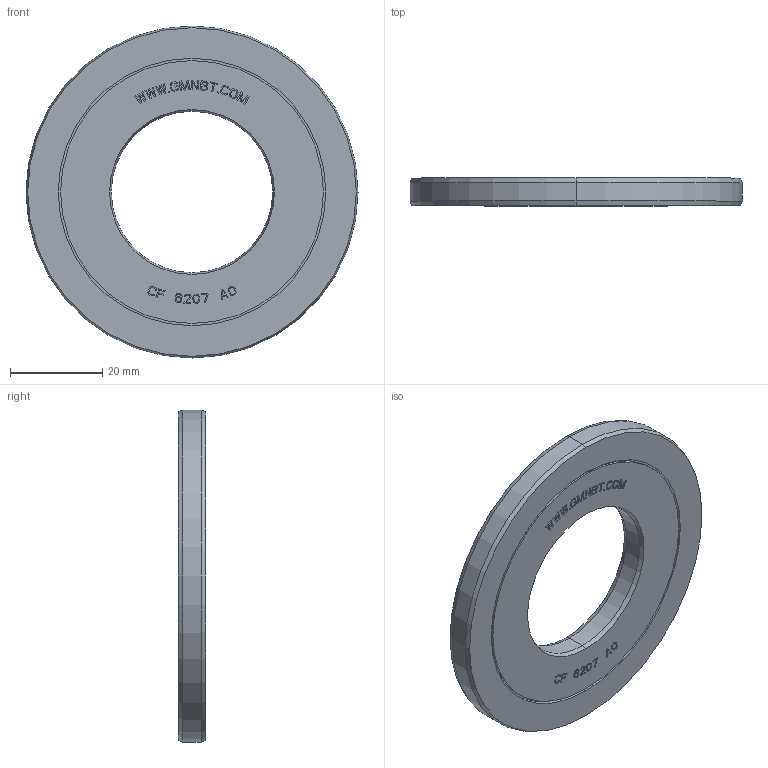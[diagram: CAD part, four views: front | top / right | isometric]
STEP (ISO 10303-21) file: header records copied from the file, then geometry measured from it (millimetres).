
FILE_DESCRIPTION((''),'2;1');
FILE_NAME('CF6207A0_PRT','2016-05-13T',('sales 4'),(''),'PRO/ENGINEER BY PARAMETRIC TECHNOLOGY CORPORATION, 2013150','PRO/ENGINEER BY PARAMETRIC TECHNOLOGY CORPORATION, 2013150','');
FILE_SCHEMA(('AUTOMOTIVE_DESIGN { 1 0 10303 214 1 1 1 1 }'));
Length unit declared in the file: millimetre
Products named in the file (1): CF6207A0_PRT
Bounding box: 72 x 6.05 x 72 mm (x, y, z)
Volume: 17228.6 mm3; surface area: 14213.8 mm2
Topology: 2 solids, 2 shells, 586 faces, 1618 edges, 1074 vertices
Faces by surface type: plane 544, cylinder 30, cone 12
Entity records: 24010 total; most frequent: CARTESIAN_POINT 3280, ORIENTED_EDGE 3236, DIRECTION 2860, PRESENTATION_STYLE_ASSIGNMENT 1689, STYLED_ITEM 1637, CURVE_STYLE 1618, EDGE_CURVE 1618, VECTOR 1548
